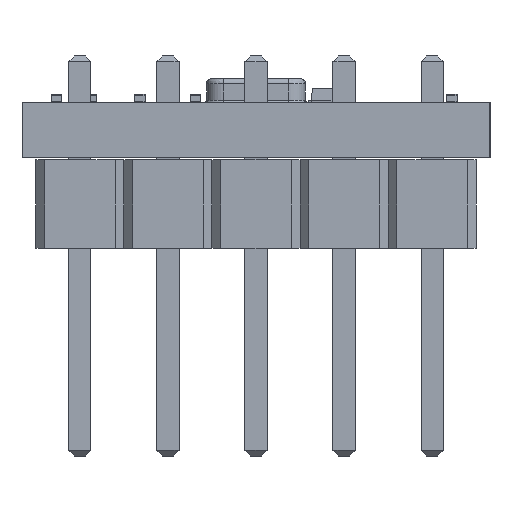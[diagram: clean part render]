
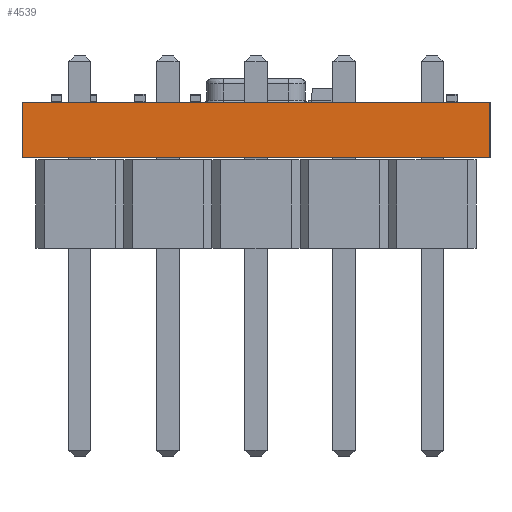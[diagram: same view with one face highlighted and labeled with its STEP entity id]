
A CAD part, front view. The second image highlights one B-rep face of the part: STEP entity #4539.
In plain terms, the highlighted planar face has unit normal (0, -1, 0).
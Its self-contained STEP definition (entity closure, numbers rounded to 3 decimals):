
#156 = DIRECTION ( 'NONE',  ( 0., 0., -1. ) ) ;
#335 = ORIENTED_EDGE ( 'NONE', *, *, #5995, .F. ) ;
#652 = AXIS2_PLACEMENT_3D ( 'NONE', #9937, #10771, #1792 ) ;
#1213 = CARTESIAN_POINT ( 'NONE',  ( -6.75, -7.5, 0. ) ) ;
#1627 = CARTESIAN_POINT ( 'NONE',  ( 0., -7.5, 1.6 ) ) ;
#1792 = DIRECTION ( 'NONE',  ( 0., 0., -1. ) ) ;
#2119 = DIRECTION ( 'NONE',  ( 1., 0., 0. ) ) ;
#2563 = VERTEX_POINT ( 'NONE', #4378 ) ;
#2617 = ORIENTED_EDGE ( 'NONE', *, *, #5862, .T. ) ;
#2746 = VECTOR ( 'NONE', #8030, 1000. ) ;
#3006 = CARTESIAN_POINT ( 'NONE',  ( 0., -7.5, 0. ) ) ;
#3126 = EDGE_CURVE ( 'NONE', #2563, #8473, #5290, .T. ) ;
#3523 = PLANE ( 'NONE',  #652 ) ;
#3592 = CARTESIAN_POINT ( 'NONE',  ( 6.75, -7.5, 1.6 ) ) ;
#3806 = VECTOR ( 'NONE', #7197, 1000. ) ;
#3898 = LINE ( 'NONE', #3006, #6463 ) ;
#4378 = CARTESIAN_POINT ( 'NONE',  ( 6.75, -7.5, 1.6 ) ) ;
#4539 = ADVANCED_FACE ( 'NONE', ( #11671 ), #3523, .T. ) ;
#4615 = CARTESIAN_POINT ( 'NONE',  ( -6.75, -7.5, 1.6 ) ) ;
#5290 = LINE ( 'NONE', #1627, #2746 ) ;
#5862 = EDGE_CURVE ( 'NONE', #7232, #10940, #3898, .T. ) ;
#5995 = EDGE_CURVE ( 'NONE', #2563, #10940, #7084, .T. ) ;
#6320 = CARTESIAN_POINT ( 'NONE',  ( 6.75, -7.5, 0. ) ) ;
#6419 = ORIENTED_EDGE ( 'NONE', *, *, #3126, .T. ) ;
#6463 = VECTOR ( 'NONE', #2119, 1000. ) ;
#7084 = LINE ( 'NONE', #3592, #3806 ) ;
#7197 = DIRECTION ( 'NONE',  ( 0., 0., -1. ) ) ;
#7232 = VERTEX_POINT ( 'NONE', #1213 ) ;
#7364 = CARTESIAN_POINT ( 'NONE',  ( -6.75, -7.5, 1.6 ) ) ;
#8030 = DIRECTION ( 'NONE',  ( -1., 0., 0. ) ) ;
#8240 = EDGE_LOOP ( 'NONE', ( #6419, #11641, #2617, #335 ) ) ;
#8420 = LINE ( 'NONE', #4615, #9945 ) ;
#8473 = VERTEX_POINT ( 'NONE', #7364 ) ;
#8882 = EDGE_CURVE ( 'NONE', #8473, #7232, #8420, .T. ) ;
#9937 = CARTESIAN_POINT ( 'NONE',  ( 0., -7.5, 1.6 ) ) ;
#9945 = VECTOR ( 'NONE', #156, 1000. ) ;
#10771 = DIRECTION ( 'NONE',  ( 0., -1., 0. ) ) ;
#10940 = VERTEX_POINT ( 'NONE', #6320 ) ;
#11641 = ORIENTED_EDGE ( 'NONE', *, *, #8882, .T. ) ;
#11671 = FACE_OUTER_BOUND ( 'NONE', #8240, .T. ) ;
